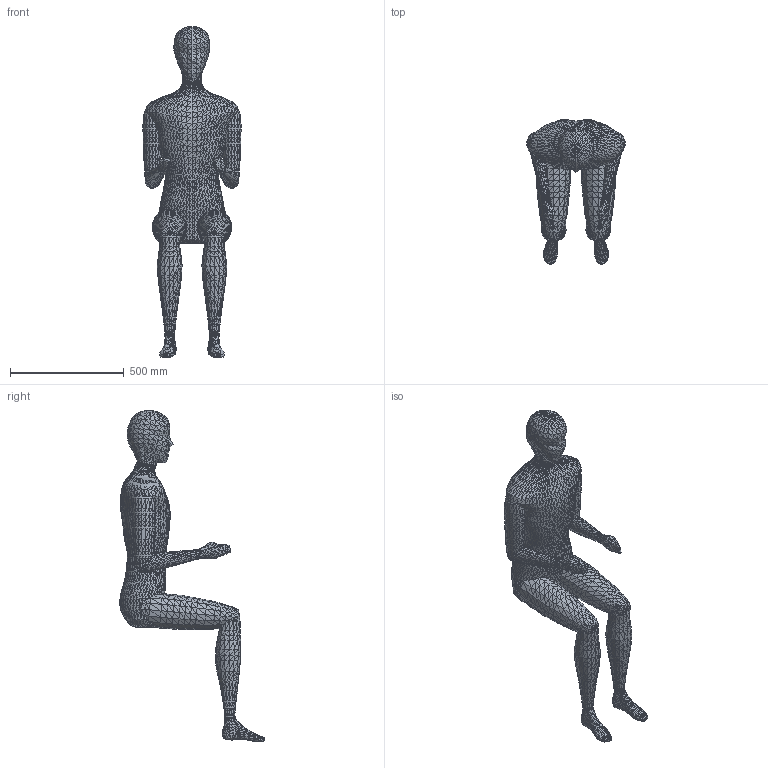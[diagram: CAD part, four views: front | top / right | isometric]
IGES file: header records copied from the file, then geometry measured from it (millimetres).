
Start section: TurboCAD v10.0
Global section: author: NULL; organization: NULL; date: 20070918.215216; units: inch
Bounding box: 431.78 x 637.61 x 1456.33 mm (x, y, z)
Surface area: 1830372.7 mm2 (no closed solid volume)
Topology: 0 solids, 0 shells, 10982 faces, 32964 edges, 32964 vertices
Faces by surface type: extrusion 10982
